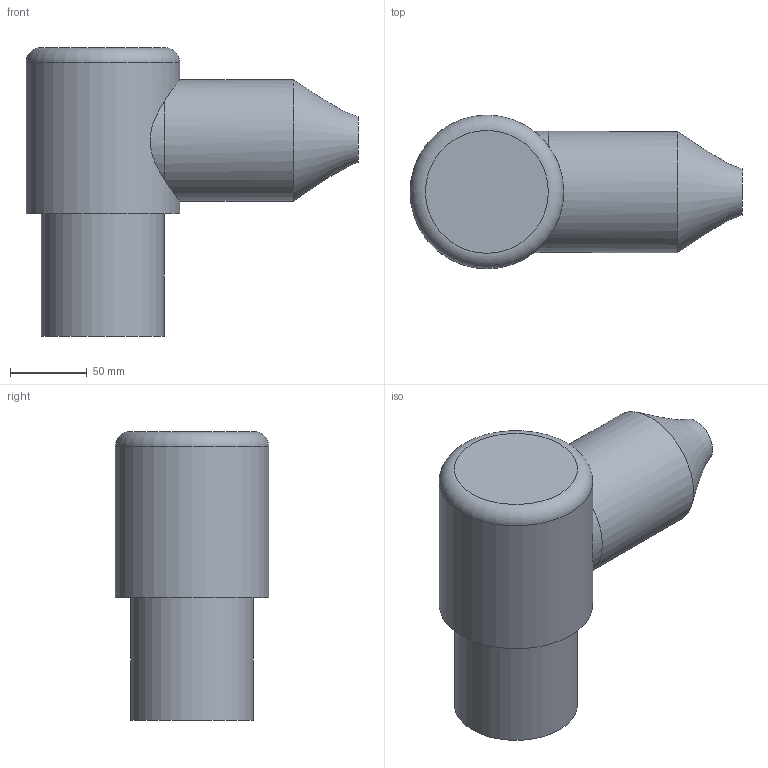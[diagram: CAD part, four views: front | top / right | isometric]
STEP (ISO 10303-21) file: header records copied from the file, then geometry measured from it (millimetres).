
FILE_DESCRIPTION(/* description */ ('STEP AP214'),/* implementation_level */ '2;1');
FILE_NAME(/* name */ '66073eec9cf91a14da95fd13',/* time_stamp */ '2024-03-29T22:21:33Z',/* author */ (''),/* organization */ (''),/* preprocessor_version */ 'ST-DEVELOPER v19.4',/* originating_system */ ' ',/* authorisation */ ' ');
FILE_SCHEMA (('AUTOMOTIVE_DESIGN {1 0 10303 214 3 1 1}'));
Length unit declared in the file: metre
Products named in the file (1): Hand
Bounding box: 216 x 100 x 188 mm (x, y, z)
Volume: 1722631.2 mm3; surface area: 92292 mm2
Topology: 1 solids, 1 shells, 14 faces, 29 edges, 18 vertices
Faces by surface type: plane 7, cylinder 5, torus 1, bspline 1
Full cylindrical faces by diameter (mm): 78.874 x1, 80 x1, 100 x1
Entity records: 656 total; most frequent: CARTESIAN_POINT 369, DIRECTION 58, ORIENTED_EDGE 40, AXIS2_PLACEMENT_3D 28, EDGE_LOOP 21, FACE_BOUND 21, EDGE_CURVE 20, VERTEX_POINT 15
